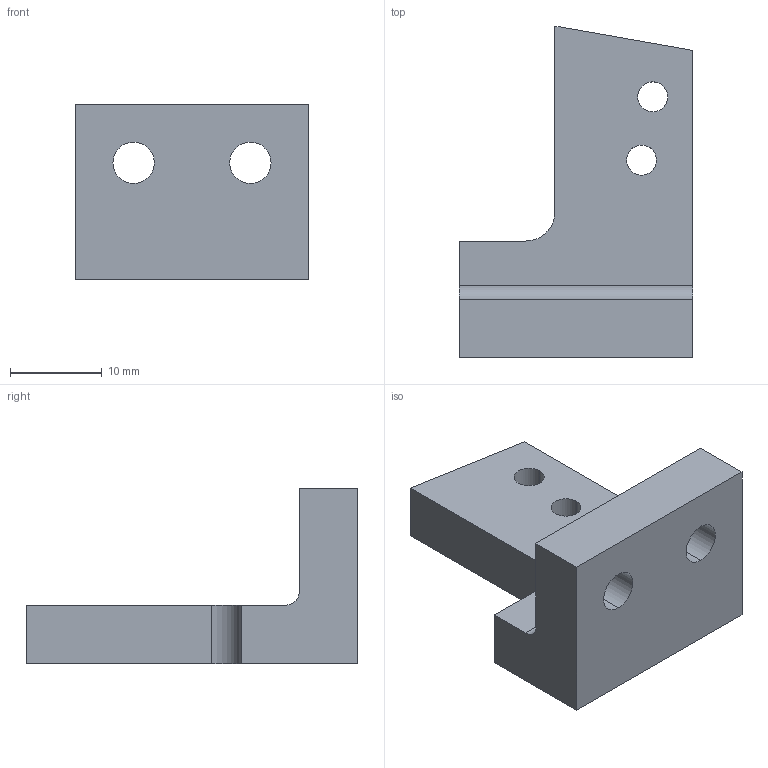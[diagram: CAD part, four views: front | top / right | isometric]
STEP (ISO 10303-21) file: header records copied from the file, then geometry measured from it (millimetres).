
FILE_DESCRIPTION (( 'STEP AP203' ), '1' );
FILE_NAME ('D0902111-v2_aLIGO_SUS_HSTS_UPPER BLADE CLAMP MOUNT, UPPER WIRE JIG.STEP', '2010-09-01T20:39:35', ( 'Dwayne Giardina' ), ( 'CA Institute of Technology' ), 'SwSTEP 2.0', 'SolidWorks 2010', '' );
FILE_SCHEMA (( 'CONFIG_CONTROL_DESIGN' ));
Length unit declared in the file: inch
Products named in the file (1): D0902111-v2_aLIGO_SUS_HSTS_UPPER BLADE CLAMP MOUNT, UPPER WIRE JIG
Bounding box: 25.4 x 36.09 x 19.05 mm (x, y, z)
Volume: 5915.5 mm3; surface area: 3071.4 mm2
Topology: 1 solids, 1 shells, 20 faces, 54 edges, 36 vertices
Faces by surface type: cylinder 10, plane 10
Entity records: 733 total; most frequent: DIRECTION 116, CARTESIAN_POINT 111, ORIENTED_EDGE 108, EDGE_CURVE 54, AXIS2_PLACEMENT_3D 41, VERTEX_POINT 36, VECTOR 34, LINE 34
